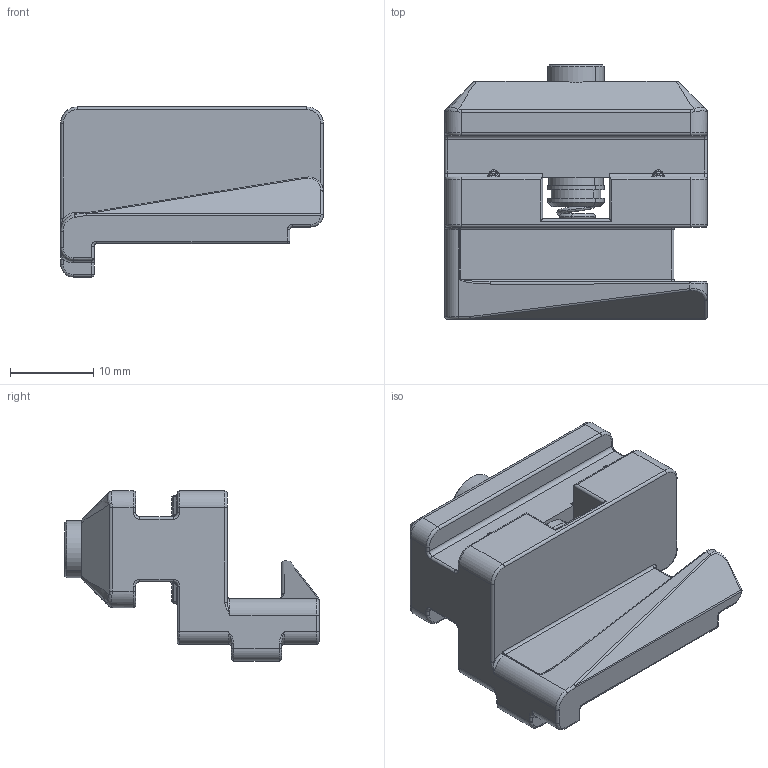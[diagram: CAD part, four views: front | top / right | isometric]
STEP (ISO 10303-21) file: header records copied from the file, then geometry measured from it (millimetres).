
FILE_DESCRIPTION (( 'STEP AP214' ), '1' );
FILE_NAME ('093084r.STEP', '2014-08-22T06:48:21', ( '' ), ( '' ), 'SwSTEP 2.0', 'SolidWorks 2014', '' );
FILE_SCHEMA (( 'AUTOMOTIVE_DESIGN' ));
Length unit declared in the file: millimetre
Products named in the file (4): 340me274_Standard; 093084r03_093 084 r03; 093084r01_093 084 r01; 093084r
Assembly tree (3 placements, depth 2):
  093084r
    093084r01_093 084 r01
    093084r03_093 084 r03
    340me274_Standard
Bounding box: 31.5 x 30.48 x 20.4 mm (x, y, z)
Volume: 6988.6 mm3; surface area: 5271.9 mm2
Topology: 3 solids, 3 shells, 355 faces, 835 edges, 480 vertices
Faces by surface type: cylinder 142, plane 90, torus 56, bspline 45, cone 14, sphere 8
Entity records: 14018 total; most frequent: CARTESIAN_POINT 6088, DIRECTION 1678, ORIENTED_EDGE 1648, EDGE_CURVE 824, AXIS2_PLACEMENT_3D 663, VERTEX_POINT 480, EDGE_LOOP 368, ADVANCED_FACE 355
